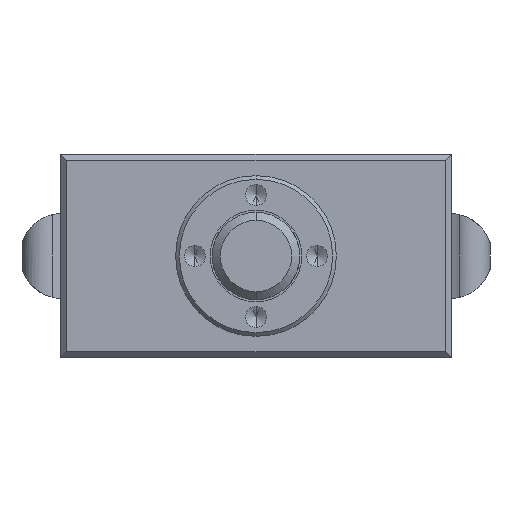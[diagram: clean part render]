
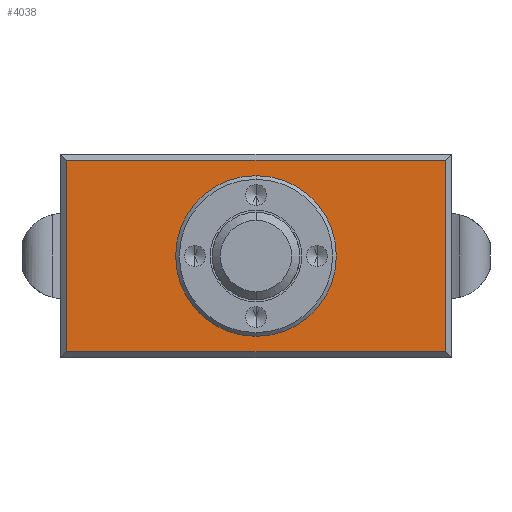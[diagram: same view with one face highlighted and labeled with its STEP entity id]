
A CAD part, front view. The second image highlights one B-rep face of the part: STEP entity #4038.
In plain terms, the highlighted planar face has unit normal (0, -1, 0).
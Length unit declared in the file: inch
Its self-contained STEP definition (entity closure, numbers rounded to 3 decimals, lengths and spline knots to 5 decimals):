
#18 = EDGE_CURVE ( 'NONE', #4388, #2595, #3158, .T. ) ;
#95 = VERTEX_POINT ( 'NONE', #235 ) ;
#235 = CARTESIAN_POINT ( 'NONE',  ( 0.93, 0., 0.47 ) ) ;
#278 = EDGE_CURVE ( 'NONE', #95, #4218, #5267, .T. ) ;
#341 = AXIS2_PLACEMENT_3D ( 'NONE', #4844, #2045, #5312 ) ;
#390 = DIRECTION ( 'NONE',  ( -1., 0., 0. ) ) ;
#430 = DIRECTION ( 'NONE',  ( -1., 0., 0. ) ) ;
#432 = DIRECTION ( 'NONE',  ( 0., -1., 0. ) ) ;
#637 = CARTESIAN_POINT ( 'NONE',  ( 0., 0., -0.395 ) ) ;
#840 = VECTOR ( 'NONE', #390, 39.37008 ) ;
#1017 = EDGE_LOOP ( 'NONE', ( #1158, #4788, #4928, #3564 ) ) ;
#1158 = ORIENTED_EDGE ( 'NONE', *, *, #4589, .T. ) ;
#1341 = DIRECTION ( 'NONE',  ( 0., 0., -1. ) ) ;
#1524 = CARTESIAN_POINT ( 'NONE',  ( -0.93, 0., -0.47 ) ) ;
#1781 = LINE ( 'NONE', #4141, #5368 ) ;
#1884 = AXIS2_PLACEMENT_3D ( 'NONE', #3241, #432, #3719 ) ;
#2029 = EDGE_CURVE ( 'NONE', #4218, #4253, #2961, .T. ) ;
#2045 = DIRECTION ( 'NONE',  ( 0., 1., 0. ) ) ;
#2061 = CARTESIAN_POINT ( 'NONE',  ( 0., 0., 0.395 ) ) ;
#2250 = CARTESIAN_POINT ( 'NONE',  ( 0.93, 0., 0.5 ) ) ;
#2283 = EDGE_CURVE ( 'NONE', #2417, #4253, #1781, .T. ) ;
#2417 = VERTEX_POINT ( 'NONE', #4255 ) ;
#2546 = DIRECTION ( 'NONE',  ( 0., -1., 0. ) ) ;
#2595 = VERTEX_POINT ( 'NONE', #2061 ) ;
#2775 = VECTOR ( 'NONE', #4577, 39.37008 ) ;
#2961 = LINE ( 'NONE', #4163, #4054 ) ;
#3158 = CIRCLE ( 'NONE', #3466, 0.395 ) ;
#3241 = CARTESIAN_POINT ( 'NONE',  ( 0., 0., 0. ) ) ;
#3296 = FACE_OUTER_BOUND ( 'NONE', #1017, .T. ) ;
#3466 = AXIS2_PLACEMENT_3D ( 'NONE', #5339, #2546, #5800 ) ;
#3564 = ORIENTED_EDGE ( 'NONE', *, *, #278, .F. ) ;
#3678 = CARTESIAN_POINT ( 'NONE',  ( 1.92, 0., 0.47 ) ) ;
#3719 = DIRECTION ( 'NONE',  ( 0., 0., -1. ) ) ;
#3827 = CARTESIAN_POINT ( 'NONE',  ( 0.93, 0., -0.47 ) ) ;
#4038 = ADVANCED_FACE ( 'NONE', ( #4537, #3296 ), #5756, .F. ) ;
#4054 = VECTOR ( 'NONE', #430, 39.37008 ) ;
#4118 = ORIENTED_EDGE ( 'NONE', *, *, #5949, .F. ) ;
#4141 = CARTESIAN_POINT ( 'NONE',  ( -0.93, 0., 0.5 ) ) ;
#4163 = CARTESIAN_POINT ( 'NONE',  ( 1.92, 0., -0.47 ) ) ;
#4218 = VERTEX_POINT ( 'NONE', #3827 ) ;
#4253 = VERTEX_POINT ( 'NONE', #1524 ) ;
#4255 = CARTESIAN_POINT ( 'NONE',  ( -0.93, 0., 0.47 ) ) ;
#4388 = VERTEX_POINT ( 'NONE', #637 ) ;
#4537 = FACE_BOUND ( 'NONE', #5650, .T. ) ;
#4561 = CIRCLE ( 'NONE', #1884, 0.395 ) ;
#4577 = DIRECTION ( 'NONE',  ( 0., 0., -1. ) ) ;
#4589 = EDGE_CURVE ( 'NONE', #95, #2417, #5664, .T. ) ;
#4606 = ORIENTED_EDGE ( 'NONE', *, *, #18, .F. ) ;
#4788 = ORIENTED_EDGE ( 'NONE', *, *, #2283, .T. ) ;
#4844 = CARTESIAN_POINT ( 'NONE',  ( -0.93, 0., 0.5 ) ) ;
#4928 = ORIENTED_EDGE ( 'NONE', *, *, #2029, .F. ) ;
#5267 = LINE ( 'NONE', #2250, #2775 ) ;
#5312 = DIRECTION ( 'NONE',  ( 0., 0., 1. ) ) ;
#5339 = CARTESIAN_POINT ( 'NONE',  ( 0., 0., 0. ) ) ;
#5368 = VECTOR ( 'NONE', #1341, 39.37008 ) ;
#5650 = EDGE_LOOP ( 'NONE', ( #4606, #4118 ) ) ;
#5664 = LINE ( 'NONE', #3678, #840 ) ;
#5756 = PLANE ( 'NONE',  #341 ) ;
#5800 = DIRECTION ( 'NONE',  ( 0., 0., -1. ) ) ;
#5949 = EDGE_CURVE ( 'NONE', #2595, #4388, #4561, .T. ) ;
